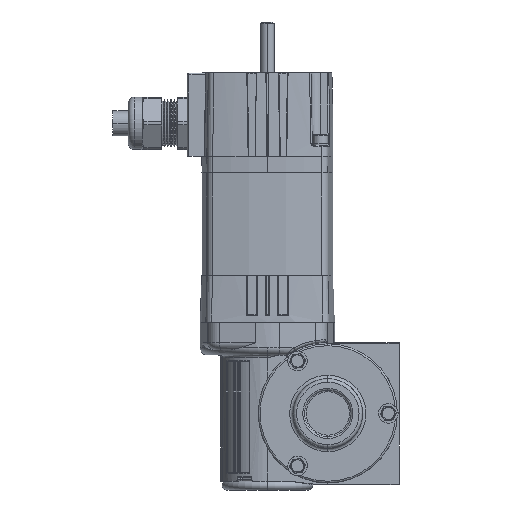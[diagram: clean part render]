
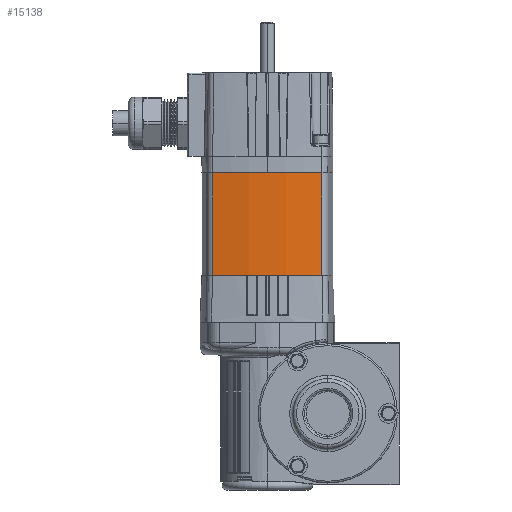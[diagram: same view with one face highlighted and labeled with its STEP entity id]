
A CAD part, left-side view. The second image highlights one B-rep face of the part: STEP entity #15138.
In plain terms, the highlighted cylindrical face has radius 123.096 mm (diameter 246.192 mm), a partial arc.
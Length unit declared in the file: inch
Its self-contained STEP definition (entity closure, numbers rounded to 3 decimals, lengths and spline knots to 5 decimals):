
#1169 = FACE_OUTER_BOUND ( 'NONE', #28205, .T. ) ;
#3619 = CARTESIAN_POINT ( 'NONE',  ( -1.08722, -0.97836, 1.84 ) ) ;
#5483 = VERTEX_POINT ( 'NONE', #3619 ) ;
#5981 = EDGE_CURVE ( 'NONE', #34911, #35689, #33563, .T. ) ;
#6149 = LINE ( 'NONE', #45685, #37058 ) ;
#6327 = CARTESIAN_POINT ( 'NONE',  ( -1.08722, 0.97836, 0. ) ) ;
#7637 = VERTEX_POINT ( 'NONE', #46169 ) ;
#11273 = CARTESIAN_POINT ( 'NONE',  ( -1.08722, 0.97836, -3.35734 ) ) ;
#12605 = CARTESIAN_POINT ( 'NONE',  ( 3.6593, 0., -3.35734 ) ) ;
#13474 = ORIENTED_EDGE ( 'NONE', *, *, #27222, .F. ) ;
#14101 = AXIS2_PLACEMENT_3D ( 'NONE', #12605, #45881, #38641 ) ;
#15064 = CARTESIAN_POINT ( 'NONE',  ( 3.6593, 0., 0. ) ) ;
#15138 = ADVANCED_FACE ( 'NONE', ( #1169 ), #29850, .T. ) ;
#15925 = DIRECTION ( 'NONE',  ( 0., 0., 1. ) ) ;
#18471 = DIRECTION ( 'NONE',  ( 0., 0., 1. ) ) ;
#18811 = DIRECTION ( 'NONE',  ( 1., 0., 0. ) ) ;
#21905 = ORIENTED_EDGE ( 'NONE', *, *, #37185, .F. ) ;
#22470 = VECTOR ( 'NONE', #18471, 39.37008 ) ;
#23482 = DIRECTION ( 'NONE',  ( 0., 0., 1. ) ) ;
#23919 = ORIENTED_EDGE ( 'NONE', *, *, #5981, .F. ) ;
#27222 = EDGE_CURVE ( 'NONE', #35689, #5483, #42535, .T. ) ;
#27636 = ORIENTED_EDGE ( 'NONE', *, *, #48176, .T. ) ;
#27706 = AXIS2_PLACEMENT_3D ( 'NONE', #15064, #41078, #18811 ) ;
#28205 = EDGE_LOOP ( 'NONE', ( #21905, #27636, #13474, #23919 ) ) ;
#29850 = CYLINDRICAL_SURFACE ( 'NONE', #14101, 4.8463 ) ;
#33563 = LINE ( 'NONE', #11273, #22470 ) ;
#34911 = VERTEX_POINT ( 'NONE', #6327 ) ;
#35689 = VERTEX_POINT ( 'NONE', #46221 ) ;
#37058 = VECTOR ( 'NONE', #23482, 39.37008 ) ;
#37185 = EDGE_CURVE ( 'NONE', #7637, #34911, #39923, .T. ) ;
#38214 = CARTESIAN_POINT ( 'NONE',  ( 3.6593, 0., 1.84 ) ) ;
#38641 = DIRECTION ( 'NONE',  ( 1., 0., 0. ) ) ;
#39923 = CIRCLE ( 'NONE', #27706, 4.8463 ) ;
#41078 = DIRECTION ( 'NONE',  ( 0., 0., -1. ) ) ;
#41909 = DIRECTION ( 'NONE',  ( 1., 0., 0. ) ) ;
#42535 = CIRCLE ( 'NONE', #48215, 4.8463 ) ;
#45685 = CARTESIAN_POINT ( 'NONE',  ( -1.08722, -0.97836, -3.35734 ) ) ;
#45881 = DIRECTION ( 'NONE',  ( 0., 0., 1. ) ) ;
#46169 = CARTESIAN_POINT ( 'NONE',  ( -1.08722, -0.97836, 0. ) ) ;
#46221 = CARTESIAN_POINT ( 'NONE',  ( -1.08722, 0.97836, 1.84 ) ) ;
#48176 = EDGE_CURVE ( 'NONE', #7637, #5483, #6149, .T. ) ;
#48215 = AXIS2_PLACEMENT_3D ( 'NONE', #38214, #15925, #41909 ) ;
